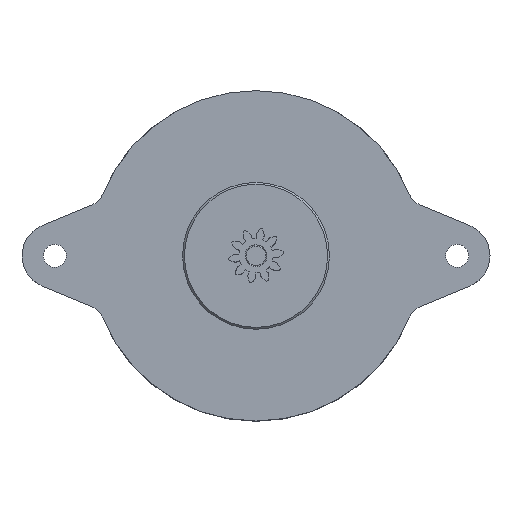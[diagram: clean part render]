
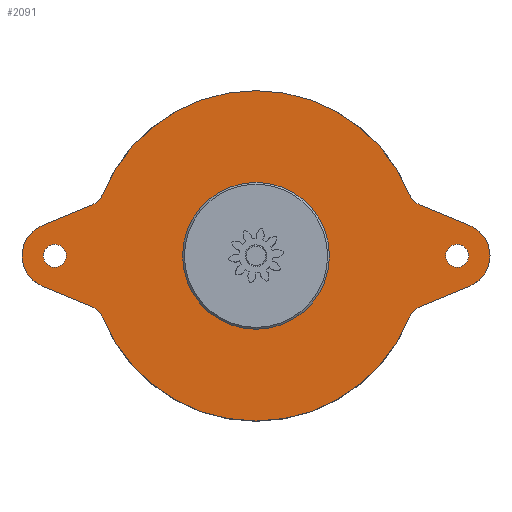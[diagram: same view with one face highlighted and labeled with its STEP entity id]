
A CAD part, top view. The second image highlights one B-rep face of the part: STEP entity #2091.
In plain terms, the highlighted planar face has unit normal (0, 0, 1).
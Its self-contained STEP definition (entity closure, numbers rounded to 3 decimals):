
#77=FACE_BOUND('',#302,.T.);
#78=FACE_BOUND('',#303,.T.);
#79=FACE_BOUND('',#304,.T.);
#134=PLANE('',#2250);
#180=FACE_OUTER_BOUND('',#301,.T.);
#301=EDGE_LOOP('',(#1453,#1454,#1455,#1456,#1457,#1458,#1459,#1460,#1461,
#1462,#1463,#1464));
#302=EDGE_LOOP('',(#1465));
#303=EDGE_LOOP('',(#1466));
#304=EDGE_LOOP('',(#1467));
#417=LINE('',#3071,#576);
#420=LINE('',#3081,#579);
#426=LINE('',#3098,#585);
#428=LINE('',#3103,#587);
#576=VECTOR('',#2476,1000.);
#579=VECTOR('',#2487,1000.);
#585=VECTOR('',#2501,1000.);
#587=VECTOR('',#2505,1000.);
#736=CIRCLE('',#2222,1.25);
#737=CIRCLE('',#2224,8.);
#739=CIRCLE('',#2228,3.58);
#741=CIRCLE('',#2232,1.25);
#742=CIRCLE('',#2236,3.58);
#745=CIRCLE('',#2240,2.);
#747=CIRCLE('',#2243,2.);
#751=CIRCLE('',#2249,2.);
#752=CIRCLE('',#2251,18.);
#753=CIRCLE('',#2252,18.);
#754=CIRCLE('',#2253,2.);
#857=VERTEX_POINT('',#3057);
#858=VERTEX_POINT('',#3061);
#861=VERTEX_POINT('',#3068);
#862=VERTEX_POINT('',#3070);
#864=VERTEX_POINT('',#3076);
#865=VERTEX_POINT('',#3080);
#868=VERTEX_POINT('',#3088);
#871=VERTEX_POINT('',#3095);
#872=VERTEX_POINT('',#3097);
#873=VERTEX_POINT('',#3101);
#874=VERTEX_POINT('',#3102);
#878=VERTEX_POINT('',#3115);
#880=VERTEX_POINT('',#3121);
#883=VERTEX_POINT('',#3131);
#884=VERTEX_POINT('',#3136);
#1071=EDGE_CURVE('',#857,#857,#736,.T.);
#1072=EDGE_CURVE('',#858,#858,#737,.T.);
#1076=EDGE_CURVE('',#862,#861,#417,.T.);
#1079=EDGE_CURVE('',#864,#862,#739,.T.);
#1081=EDGE_CURVE('',#865,#864,#420,.T.);
#1086=EDGE_CURVE('',#868,#868,#741,.T.);
#1089=EDGE_CURVE('',#872,#871,#426,.T.);
#1091=EDGE_CURVE('',#873,#874,#428,.T.);
#1095=EDGE_CURVE('',#874,#872,#742,.T.);
#1099=EDGE_CURVE('',#871,#878,#745,.T.);
#1101=EDGE_CURVE('',#880,#865,#747,.T.);
#1107=EDGE_CURVE('',#861,#883,#751,.T.);
#1108=EDGE_CURVE('',#878,#880,#752,.T.);
#1109=EDGE_CURVE('',#883,#884,#753,.T.);
#1110=EDGE_CURVE('',#884,#873,#754,.T.);
#1453=ORIENTED_EDGE('',*,*,#1089,.T.);
#1454=ORIENTED_EDGE('',*,*,#1099,.T.);
#1455=ORIENTED_EDGE('',*,*,#1108,.T.);
#1456=ORIENTED_EDGE('',*,*,#1101,.T.);
#1457=ORIENTED_EDGE('',*,*,#1081,.T.);
#1458=ORIENTED_EDGE('',*,*,#1079,.T.);
#1459=ORIENTED_EDGE('',*,*,#1076,.T.);
#1460=ORIENTED_EDGE('',*,*,#1107,.T.);
#1461=ORIENTED_EDGE('',*,*,#1109,.T.);
#1462=ORIENTED_EDGE('',*,*,#1110,.T.);
#1463=ORIENTED_EDGE('',*,*,#1091,.T.);
#1464=ORIENTED_EDGE('',*,*,#1095,.T.);
#1465=ORIENTED_EDGE('',*,*,#1072,.F.);
#1466=ORIENTED_EDGE('',*,*,#1086,.F.);
#1467=ORIENTED_EDGE('',*,*,#1071,.F.);
#2091=ADVANCED_FACE('',(#180,#77,#78,#79),#134,.T.);
#2222=AXIS2_PLACEMENT_3D('',#3059,#2465,#2466);
#2224=AXIS2_PLACEMENT_3D('',#3062,#2469,#2470);
#2228=AXIS2_PLACEMENT_3D('',#3077,#2482,#2483);
#2232=AXIS2_PLACEMENT_3D('',#3090,#2495,#2496);
#2236=AXIS2_PLACEMENT_3D('',#3110,#2511,#2512);
#2240=AXIS2_PLACEMENT_3D('',#3117,#2520,#2521);
#2243=AXIS2_PLACEMENT_3D('',#3122,#2526,#2527);
#2249=AXIS2_PLACEMENT_3D('',#3133,#2540,#2541);
#2250=AXIS2_PLACEMENT_3D('',#3134,#2542,#2543);
#2251=AXIS2_PLACEMENT_3D('',#3135,#2544,#2545);
#2252=AXIS2_PLACEMENT_3D('',#3137,#2546,#2547);
#2253=AXIS2_PLACEMENT_3D('',#3138,#2548,#2549);
#2465=DIRECTION('center_axis',(0.,0.,1.));
#2466=DIRECTION('ref_axis',(-1.,0.,0.));
#2469=DIRECTION('center_axis',(0.,0.,1.));
#2470=DIRECTION('ref_axis',(1.,0.,0.));
#2476=DIRECTION('',(-0.924,0.383,0.));
#2482=DIRECTION('center_axis',(0.,0.,1.));
#2483=DIRECTION('ref_axis',(-1.,0.,0.));
#2487=DIRECTION('',(0.924,0.383,0.));
#2495=DIRECTION('center_axis',(0.,0.,1.));
#2496=DIRECTION('ref_axis',(1.,0.,0.));
#2501=DIRECTION('',(0.924,-0.383,0.));
#2505=DIRECTION('',(-0.924,-0.383,0.));
#2511=DIRECTION('center_axis',(0.,0.,1.));
#2512=DIRECTION('ref_axis',(1.,0.,0.));
#2520=DIRECTION('center_axis',(0.,0.,-1.));
#2521=DIRECTION('ref_axis',(1.,0.,0.));
#2526=DIRECTION('center_axis',(0.,0.,-1.));
#2527=DIRECTION('ref_axis',(1.,0.,0.));
#2540=DIRECTION('center_axis',(0.,0.,-1.));
#2541=DIRECTION('ref_axis',(1.,0.,0.));
#2542=DIRECTION('center_axis',(0.,0.,1.));
#2543=DIRECTION('ref_axis',(1.,0.,0.));
#2544=DIRECTION('center_axis',(0.,0.,1.));
#2545=DIRECTION('ref_axis',(1.,0.,0.));
#2546=DIRECTION('center_axis',(0.,0.,1.));
#2547=DIRECTION('ref_axis',(1.,0.,0.));
#2548=DIRECTION('center_axis',(0.,0.,-1.));
#2549=DIRECTION('ref_axis',(1.,0.,0.));
#3057=CARTESIAN_POINT('',(20.67,0.,17.5));
#3059=CARTESIAN_POINT('Origin',(21.92,0.,17.5));
#3061=CARTESIAN_POINT('',(8.,0.,17.5));
#3062=CARTESIAN_POINT('Origin',(0.,0.,17.5));
#3068=CARTESIAN_POINT('',(17.804,5.58,17.5));
#3070=CARTESIAN_POINT('',(23.29,3.307,17.5));
#3071=CARTESIAN_POINT('',(23.29,3.307,17.5));
#3076=CARTESIAN_POINT('',(23.29,-3.307,17.5));
#3077=CARTESIAN_POINT('Origin',(21.92,0.,17.5));
#3080=CARTESIAN_POINT('',(17.804,-5.58,17.5));
#3081=CARTESIAN_POINT('',(23.29,-3.307,17.5));
#3088=CARTESIAN_POINT('',(-23.17,0.,17.5));
#3090=CARTESIAN_POINT('Origin',(-21.92,0.,17.5));
#3095=CARTESIAN_POINT('',(-17.804,-5.58,17.5));
#3097=CARTESIAN_POINT('',(-23.29,-3.307,17.5));
#3098=CARTESIAN_POINT('',(-23.29,-3.307,17.5));
#3101=CARTESIAN_POINT('',(-17.804,5.58,17.5));
#3102=CARTESIAN_POINT('',(-23.29,3.307,17.5));
#3103=CARTESIAN_POINT('',(-23.29,3.307,17.5));
#3110=CARTESIAN_POINT('Origin',(-21.92,0.,17.5));
#3115=CARTESIAN_POINT('',(-16.713,-6.685,17.5));
#3117=CARTESIAN_POINT('Origin',(-18.57,-7.428,17.5));
#3121=CARTESIAN_POINT('',(16.713,-6.685,17.5));
#3122=CARTESIAN_POINT('Origin',(18.57,-7.428,17.5));
#3131=CARTESIAN_POINT('',(16.713,6.685,17.5));
#3133=CARTESIAN_POINT('Origin',(18.57,7.428,17.5));
#3134=CARTESIAN_POINT('Origin',(0.,0.,17.5));
#3135=CARTESIAN_POINT('Origin',(0.,0.,17.5));
#3136=CARTESIAN_POINT('',(-16.713,6.685,17.5));
#3137=CARTESIAN_POINT('Origin',(0.,0.,17.5));
#3138=CARTESIAN_POINT('Origin',(-18.57,7.428,17.5));
